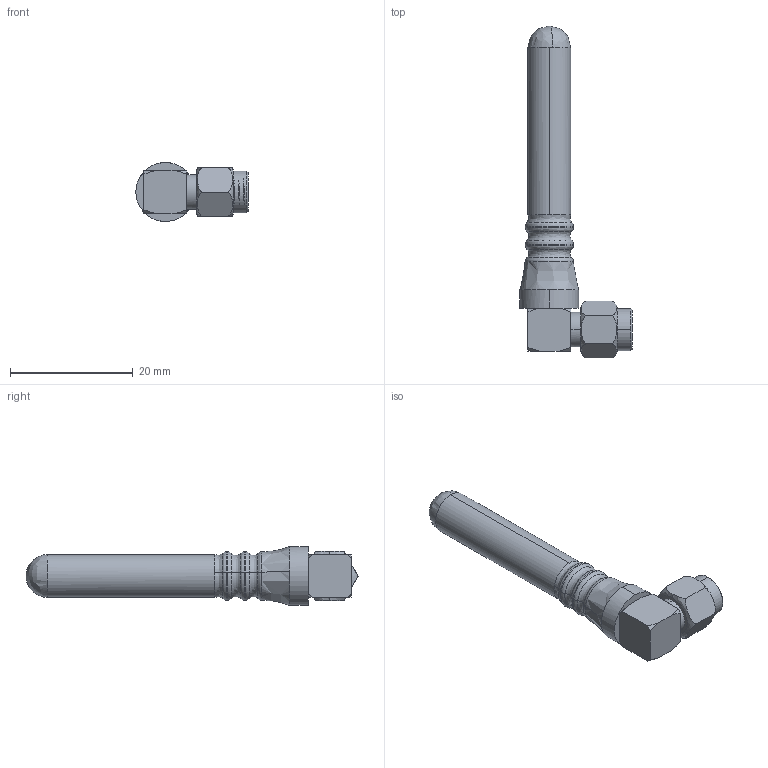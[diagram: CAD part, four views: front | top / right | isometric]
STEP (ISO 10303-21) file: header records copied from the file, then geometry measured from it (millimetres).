
FILE_DESCRIPTION (( 'STEP AP214' ), '1' );
FILE_NAME ('TI.08.C.0112_Web.STEP', '2020-02-17T08:30:57', ( '' ), ( '' ), 'SwSTEP 2.0', 'SolidWorks 2017', '' );
FILE_SCHEMA (( 'AUTOMOTIVE_DESIGN' ));
Length unit declared in the file: millimetre
Products named in the file (2): TI.08.C.0112_Web
Bounding box: 18.3 x 54.12 x 9.6 mm (x, y, z)
Surface area: 1752.3 mm2 (no closed solid volume)
Topology: 0 solids, 3 shells, 82 faces, 203 edges, 124 vertices
Faces by surface type: bspline 34, cylinder 28, plane 16, cone 4
Full cylindrical faces by diameter (mm): 6.4 x1
Entity records: 4648 total; most frequent: CARTESIAN_POINT 2959, ORIENTED_EDGE 386, DIRECTION 293, EDGE_CURVE 200, AXIS2_PLACEMENT_3D 127, VERTEX_POINT 124, EDGE_LOOP 85, ADVANCED_FACE 82
